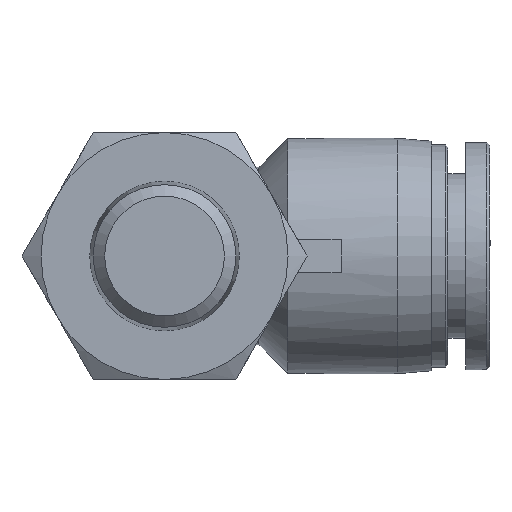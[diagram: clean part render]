
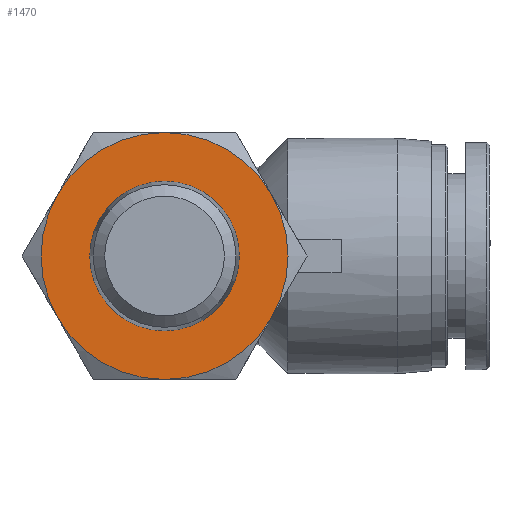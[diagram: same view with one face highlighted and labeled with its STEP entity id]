
A CAD part, front view. The second image highlights one B-rep face of the part: STEP entity #1470.
In plain terms, the highlighted face is planar.
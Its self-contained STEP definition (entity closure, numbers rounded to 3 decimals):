
#762=CARTESIAN_POINT('',(27.0,6.735,0.0));
#763=VERTEX_POINT('',#762);
#764=CARTESIAN_POINT('',(27.0,0.,0.0));
#765=DIRECTION('',(1.0,0.0,0.0));
#766=DIRECTION('',(0.0,1.0,0.0));
#767=AXIS2_PLACEMENT_3D('',#764,#765,#766);
#768=CIRCLE('',#767,6.735);
#769=EDGE_CURVE('',#763,#763,#768,.T.);
#1063=CARTESIAN_POINT('',(27.0,9.626,-5.558));
#1064=VERTEX_POINT('',#1063);
#1078=CARTESIAN_POINT('',(27.0,9.626,5.557));
#1079=VERTEX_POINT('',#1078);
#1093=CARTESIAN_POINT('',(27.0,0.0,0.0));
#1094=DIRECTION('',(1.0,0.0,0.0));
#1095=DIRECTION('',(0.0,1.0,0.0));
#1096=AXIS2_PLACEMENT_3D('',#1093,#1094,#1095);
#1097=CIRCLE('',#1096,11.115);
#1098=EDGE_CURVE('',#1064,#1079,#1097,.T.);
#1110=CARTESIAN_POINT('',(27.0,0.,-11.115));
#1111=VERTEX_POINT('',#1110);
#1138=CARTESIAN_POINT('',(27.0,0.0,0.0));
#1139=DIRECTION('',(1.0,0.0,0.0));
#1140=DIRECTION('',(0.0,1.0,0.0));
#1141=AXIS2_PLACEMENT_3D('',#1138,#1139,#1140);
#1142=CIRCLE('',#1141,11.115);
#1143=EDGE_CURVE('',#1111,#1064,#1142,.T.);
#1168=CARTESIAN_POINT('',(27.0,-9.626,-5.557));
#1169=VERTEX_POINT('',#1168);
#1170=CARTESIAN_POINT('',(27.0,0.0,0.0));
#1171=DIRECTION('',(1.0,0.0,0.0));
#1172=DIRECTION('',(0.0,1.0,0.0));
#1173=AXIS2_PLACEMENT_3D('',#1170,#1171,#1172);
#1174=CIRCLE('',#1173,11.115);
#1175=EDGE_CURVE('',#1169,#1111,#1174,.T.);
#1213=CARTESIAN_POINT('',(27.0,-9.626,5.557));
#1214=VERTEX_POINT('',#1213);
#1215=CARTESIAN_POINT('',(27.0,0.0,0.0));
#1216=DIRECTION('',(1.0,0.0,0.0));
#1217=DIRECTION('',(0.0,1.0,0.0));
#1218=AXIS2_PLACEMENT_3D('',#1215,#1216,#1217);
#1219=CIRCLE('',#1218,11.115);
#1220=EDGE_CURVE('',#1214,#1169,#1219,.T.);
#1258=CARTESIAN_POINT('',(27.0,0.,11.115));
#1259=VERTEX_POINT('',#1258);
#1260=CARTESIAN_POINT('',(27.0,0.0,0.0));
#1261=DIRECTION('',(1.0,0.0,0.0));
#1262=DIRECTION('',(0.0,1.0,0.0));
#1263=AXIS2_PLACEMENT_3D('',#1260,#1261,#1262);
#1264=CIRCLE('',#1263,11.115);
#1265=EDGE_CURVE('',#1259,#1214,#1264,.T.);
#1303=CARTESIAN_POINT('',(27.0,0.0,0.0));
#1304=DIRECTION('',(1.0,0.0,0.0));
#1305=DIRECTION('',(0.0,1.0,0.0));
#1306=AXIS2_PLACEMENT_3D('',#1303,#1304,#1305);
#1307=CIRCLE('',#1306,11.115);
#1308=EDGE_CURVE('',#1079,#1259,#1307,.T.);
#1454=CARTESIAN_POINT('',(27.0,8.925,0.0));
#1455=DIRECTION('',(1.0,0.0,0.0));
#1456=DIRECTION('',(0.0,0.0,-1.0));
#1457=AXIS2_PLACEMENT_3D('',#1454,#1455,#1456);
#1458=PLANE('',#1457);
#1459=ORIENTED_EDGE('',*,*,#1308,.T.);
#1460=ORIENTED_EDGE('',*,*,#1265,.T.);
#1461=ORIENTED_EDGE('',*,*,#1220,.T.);
#1462=ORIENTED_EDGE('',*,*,#1175,.T.);
#1463=ORIENTED_EDGE('',*,*,#1143,.T.);
#1464=ORIENTED_EDGE('',*,*,#1098,.T.);
#1465=EDGE_LOOP('',(#1459,#1460,#1461,#1462,#1463,#1464));
#1466=FACE_OUTER_BOUND('',#1465,.T.);
#1467=ORIENTED_EDGE('',*,*,#769,.F.);
#1468=EDGE_LOOP('',(#1467));
#1469=FACE_BOUND('',#1468,.T.);
#1470=ADVANCED_FACE('',(#1466,#1469),#1458,.T.);
